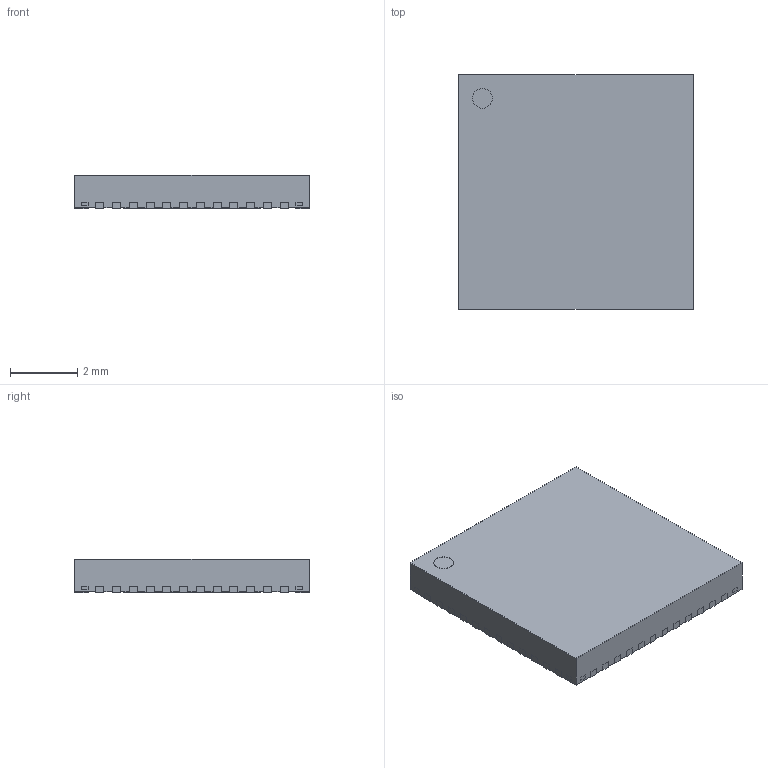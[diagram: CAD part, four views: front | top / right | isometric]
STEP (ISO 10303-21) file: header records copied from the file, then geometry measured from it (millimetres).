
FILE_DESCRIPTION( ( '' ), ' ' );
FILE_NAME( '5b21cc22563b280e316d4890.step', '2018-06-14T02:00:02', ( '' ), ( '' ), ' ', ' ', ' ' );
FILE_SCHEMA( ( 'AUTOMOTIVE_DESIGN { 1 0 10303 214 1 1 1 1 }' ) );
Length unit declared in the file: metre
Products named in the file (54): Open CASCADE STEP translator 6.8 3; Open CASCADE STEP translator 6.8 2
Bounding box: 7 x 7 x 1 mm (x, y, z)
Volume: 48.7 mm3; surface area: 268.2 mm2
Topology: 54 solids, 54 shells, 573 faces, 1380 edges, 920 vertices
Faces by surface type: plane 476, cylinder 97
Full cylindrical faces by diameter (mm): 0.592 x1
Entity records: 28544 total; most frequent: CARTESIAN_POINT 2926, DIRECTION 2827, ORIENTED_EDGE 2758, STYLED_ITEM 1952, PRESENTATION_STYLE_ASSIGNMENT 1952, COLOUR_RGB 1952, EDGE_CURVE 1379, CURVE_STYLE 1379
